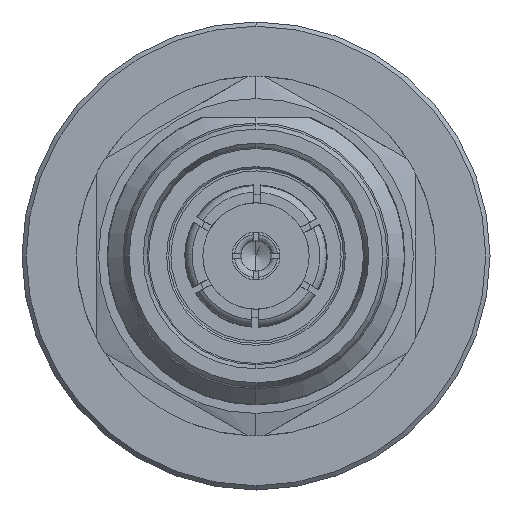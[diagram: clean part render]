
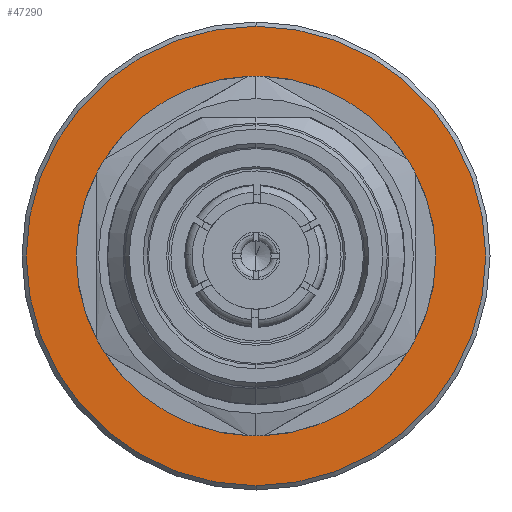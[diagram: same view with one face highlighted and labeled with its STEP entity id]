
A CAD part, left-side view. The second image highlights one B-rep face of the part: STEP entity #47290.
In plain terms, the highlighted face is planar.
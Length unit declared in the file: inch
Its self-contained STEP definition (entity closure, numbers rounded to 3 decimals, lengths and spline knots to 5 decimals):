
#946 = AXIS2_PLACEMENT_3D ( 'NONE', #12635, #62926, #63244 ) ;
#4824 = DIRECTION ( 'NONE',  ( 1., 0., 0. ) ) ;
#5603 = DIRECTION ( 'NONE',  ( 0., 0., -1. ) ) ;
#7578 = CIRCLE ( 'NONE', #37141, 0.25197 ) ;
#10634 = AXIS2_PLACEMENT_3D ( 'NONE', #29598, #4824, #30251 ) ;
#11931 = DIRECTION ( 'NONE',  ( 0., 1., 0. ) ) ;
#12635 = CARTESIAN_POINT ( 'NONE',  ( 0.90551, 0., 0. ) ) ;
#15153 = ORIENTED_EDGE ( 'NONE', *, *, #49898, .F. ) ;
#16846 = CARTESIAN_POINT ( 'NONE',  ( 0.90551, 0., 0. ) ) ;
#17497 = DIRECTION ( 'NONE',  ( 1., 0., 0. ) ) ;
#20285 = EDGE_LOOP ( 'NONE', ( #15153, #43761 ) ) ;
#20835 = CARTESIAN_POINT ( 'NONE',  ( 0.90551, 0., -0.4252 ) ) ;
#21795 = VERTEX_POINT ( 'NONE', #30190 ) ;
#22748 = CIRCLE ( 'NONE', #32308, 0.4252 ) ;
#28923 = VERTEX_POINT ( 'NONE', #38160 ) ;
#29598 = CARTESIAN_POINT ( 'NONE',  ( 0.90551, 0., 0. ) ) ;
#30190 = CARTESIAN_POINT ( 'NONE',  ( 0.90551, 0., 0.25197 ) ) ;
#30251 = DIRECTION ( 'NONE',  ( 0., 0., -1. ) ) ;
#30718 = CIRCLE ( 'NONE', #10634, 0.25197 ) ;
#32308 = AXIS2_PLACEMENT_3D ( 'NONE', #16846, #17497, #48239 ) ;
#33110 = EDGE_LOOP ( 'NONE', ( #33728, #52585 ) ) ;
#33728 = ORIENTED_EDGE ( 'NONE', *, *, #34358, .T. ) ;
#34358 = EDGE_CURVE ( 'NONE', #54364, #64338, #35780, .T. ) ;
#35780 = CIRCLE ( 'NONE', #946, 0.4252 ) ;
#36447 = CARTESIAN_POINT ( 'NONE',  ( 0.90551, 0., 0. ) ) ;
#37081 = DIRECTION ( 'NONE',  ( 1., 0., 0. ) ) ;
#37141 = AXIS2_PLACEMENT_3D ( 'NONE', #50877, #45248, #5603 ) ;
#38160 = CARTESIAN_POINT ( 'NONE',  ( 0.90551, 0., -0.25197 ) ) ;
#41906 = EDGE_CURVE ( 'NONE', #28923, #21795, #30718, .T. ) ;
#43761 = ORIENTED_EDGE ( 'NONE', *, *, #41906, .F. ) ;
#45248 = DIRECTION ( 'NONE',  ( 1., 0., 0. ) ) ;
#46016 = PLANE ( 'NONE',  #55158 ) ;
#47290 = ADVANCED_FACE ( 'NONE', ( #56920, #51970 ), #46016, .T. ) ;
#47310 = CARTESIAN_POINT ( 'NONE',  ( 0.90551, 0., 0.4252 ) ) ;
#48239 = DIRECTION ( 'NONE',  ( 0., 0., -1. ) ) ;
#49898 = EDGE_CURVE ( 'NONE', #21795, #28923, #7578, .T. ) ;
#50877 = CARTESIAN_POINT ( 'NONE',  ( 0.90551, 0., 0. ) ) ;
#51970 = FACE_BOUND ( 'NONE', #20285, .T. ) ;
#52585 = ORIENTED_EDGE ( 'NONE', *, *, #64734, .T. ) ;
#54364 = VERTEX_POINT ( 'NONE', #47310 ) ;
#55158 = AXIS2_PLACEMENT_3D ( 'NONE', #36447, #37081, #11931 ) ;
#56920 = FACE_OUTER_BOUND ( 'NONE', #33110, .T. ) ;
#62926 = DIRECTION ( 'NONE',  ( 1., 0., 0. ) ) ;
#63244 = DIRECTION ( 'NONE',  ( 0., 0., -1. ) ) ;
#64338 = VERTEX_POINT ( 'NONE', #20835 ) ;
#64734 = EDGE_CURVE ( 'NONE', #64338, #54364, #22748, .T. ) ;
